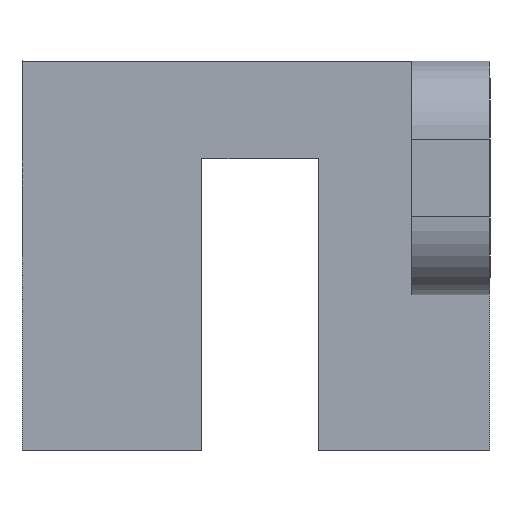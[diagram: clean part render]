
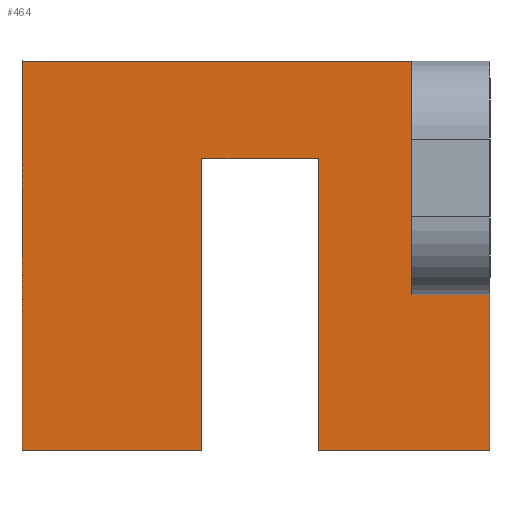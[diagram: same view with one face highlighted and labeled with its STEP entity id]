
A CAD part, left-side view. The second image highlights one B-rep face of the part: STEP entity #464.
In plain terms, the highlighted planar face has unit normal (-1, 0, 0).
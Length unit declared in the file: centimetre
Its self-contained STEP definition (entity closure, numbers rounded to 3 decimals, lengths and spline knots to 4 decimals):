
#52=FACE_OUTER_BOUND('',#78,.T.);
#78=EDGE_LOOP('',(#367,#368,#369,#370,#371,#372,#373,#374,#375,#376));
#98=LINE('',#650,#150);
#101=LINE('',#656,#153);
#106=LINE('',#666,#158);
#115=LINE('',#684,#167);
#120=LINE('',#693,#172);
#128=LINE('',#717,#180);
#131=LINE('',#728,#183);
#132=LINE('',#730,#184);
#133=LINE('',#732,#185);
#134=LINE('',#733,#186);
#150=VECTOR('',#522,1.);
#153=VECTOR('',#527,1.);
#158=VECTOR('',#534,1.);
#167=VECTOR('',#547,1.);
#172=VECTOR('',#554,1.);
#180=VECTOR('',#576,1.);
#183=VECTOR('',#587,1.);
#184=VECTOR('',#588,1.);
#185=VECTOR('',#589,1.);
#186=VECTOR('',#590,1.);
#202=VERTEX_POINT('',#647);
#203=VERTEX_POINT('',#649);
#205=VERTEX_POINT('',#655);
#209=VERTEX_POINT('',#665);
#216=VERTEX_POINT('',#683);
#219=VERTEX_POINT('',#691);
#228=VERTEX_POINT('',#715);
#232=VERTEX_POINT('',#727);
#233=VERTEX_POINT('',#729);
#234=VERTEX_POINT('',#731);
#246=EDGE_CURVE('',#203,#202,#98,.T.);
#249=EDGE_CURVE('',#205,#203,#101,.T.);
#254=EDGE_CURVE('',#209,#205,#106,.T.);
#263=EDGE_CURVE('',#216,#209,#115,.T.);
#268=EDGE_CURVE('',#202,#219,#120,.T.);
#280=EDGE_CURVE('',#228,#219,#128,.T.);
#285=EDGE_CURVE('',#232,#228,#131,.T.);
#286=EDGE_CURVE('',#233,#232,#132,.T.);
#287=EDGE_CURVE('',#233,#234,#133,.T.);
#288=EDGE_CURVE('',#216,#234,#134,.T.);
#367=ORIENTED_EDGE('',*,*,#246,.T.);
#368=ORIENTED_EDGE('',*,*,#268,.T.);
#369=ORIENTED_EDGE('',*,*,#280,.F.);
#370=ORIENTED_EDGE('',*,*,#285,.F.);
#371=ORIENTED_EDGE('',*,*,#286,.F.);
#372=ORIENTED_EDGE('',*,*,#287,.T.);
#373=ORIENTED_EDGE('',*,*,#288,.F.);
#374=ORIENTED_EDGE('',*,*,#263,.T.);
#375=ORIENTED_EDGE('',*,*,#254,.T.);
#376=ORIENTED_EDGE('',*,*,#249,.T.);
#446=PLANE('',#496);
#464=ADVANCED_FACE('',(#52),#446,.T.);
#496=AXIS2_PLACEMENT_3D('',#726,#585,#586);
#522=DIRECTION('',(0.,0.,-1.));
#527=DIRECTION('',(0.,-1.,0.));
#534=DIRECTION('',(0.,0.,1.));
#547=DIRECTION('',(0.,-1.,0.));
#554=DIRECTION('',(0.,-1.,0.));
#576=DIRECTION('',(0.,0.,-1.));
#585=DIRECTION('center_axis',(-1.,0.,0.));
#586=DIRECTION('ref_axis',(0.,0.,1.));
#587=DIRECTION('',(0.,-1.,0.));
#588=DIRECTION('',(0.,0.,-1.));
#589=DIRECTION('',(0.,1.,0.));
#590=DIRECTION('',(0.,0.,1.));
#647=CARTESIAN_POINT('',(0.65,0.139,-1.));
#649=CARTESIAN_POINT('',(0.65,0.139,-0.25));
#650=CARTESIAN_POINT('',(0.65,0.139,-0.625));
#655=CARTESIAN_POINT('',(0.65,0.439,-0.25));
#656=CARTESIAN_POINT('',(0.65,0.1695,-0.25));
#665=CARTESIAN_POINT('',(0.65,0.439,-1.));
#666=CARTESIAN_POINT('',(0.65,0.439,-1.));
#683=CARTESIAN_POINT('',(0.65,0.9,-1.));
#684=CARTESIAN_POINT('',(0.65,-0.1,-1.));
#691=CARTESIAN_POINT('',(0.65,-0.3,-1.));
#693=CARTESIAN_POINT('',(0.65,-0.1,-1.));
#715=CARTESIAN_POINT('',(0.65,-0.3,-0.6));
#717=CARTESIAN_POINT('',(0.65,-0.3,-1.));
#726=CARTESIAN_POINT('Origin',(0.65,-0.1,-1.));
#727=CARTESIAN_POINT('',(0.65,-0.1,-0.6));
#728=CARTESIAN_POINT('',(0.65,-0.2,-0.6));
#729=CARTESIAN_POINT('',(0.65,-0.1,0.));
#730=CARTESIAN_POINT('',(0.65,-0.1,-0.65));
#731=CARTESIAN_POINT('',(0.65,0.9,0.));
#732=CARTESIAN_POINT('',(0.65,-0.1,0.));
#733=CARTESIAN_POINT('',(0.65,0.9,-1.));
